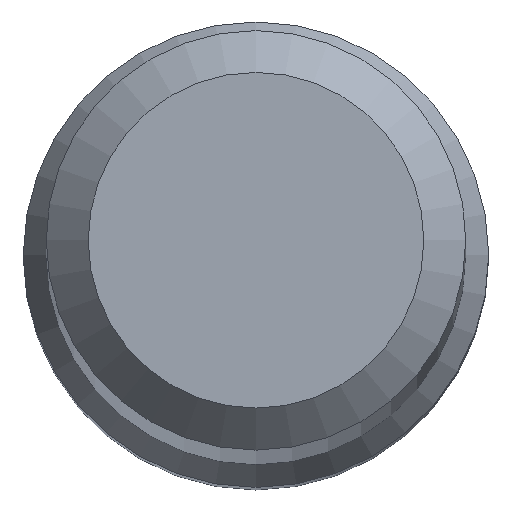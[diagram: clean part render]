
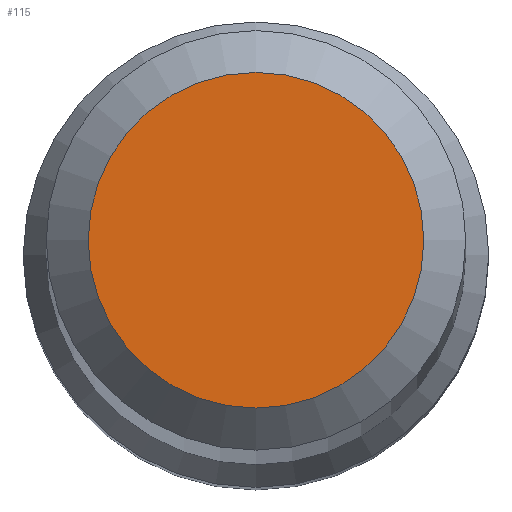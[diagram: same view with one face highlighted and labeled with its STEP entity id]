
A CAD part, top view. The second image highlights one B-rep face of the part: STEP entity #115.
In plain terms, the highlighted planar face has unit normal (0, 0, 1).
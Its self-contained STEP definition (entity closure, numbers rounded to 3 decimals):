
#19 = ORIENTED_EDGE ( 'NONE', *, *, #48, .F. ) ;
#33 = DIRECTION ( 'NONE',  ( 0., 0., -1. ) ) ;
#48 = EDGE_CURVE ( 'NONE', #228, #228, #141, .T. ) ;
#110 = DIRECTION ( 'NONE',  ( 0., 1., 0. ) ) ;
#114 = AXIS2_PLACEMENT_3D ( 'NONE', #170, #204, #242 ) ;
#115 = ADVANCED_FACE ( 'NONE', ( #133 ), #169, .T. ) ;
#116 = EDGE_LOOP ( 'NONE', ( #19 ) ) ;
#133 = FACE_OUTER_BOUND ( 'NONE', #116, .T. ) ;
#141 = CIRCLE ( 'NONE', #230, 1.2 ) ;
#169 = PLANE ( 'NONE',  #114 ) ;
#170 = CARTESIAN_POINT ( 'NONE',  ( 0., 0., 70. ) ) ;
#204 = DIRECTION ( 'NONE',  ( 0., 0., 1. ) ) ;
#208 = CARTESIAN_POINT ( 'NONE',  ( 0., 1.2, 70. ) ) ;
#222 = CARTESIAN_POINT ( 'NONE',  ( 0., 0., 70. ) ) ;
#228 = VERTEX_POINT ( 'NONE', #208 ) ;
#230 = AXIS2_PLACEMENT_3D ( 'NONE', #222, #33, #110 ) ;
#242 = DIRECTION ( 'NONE',  ( 0., -1., 0. ) ) ;
